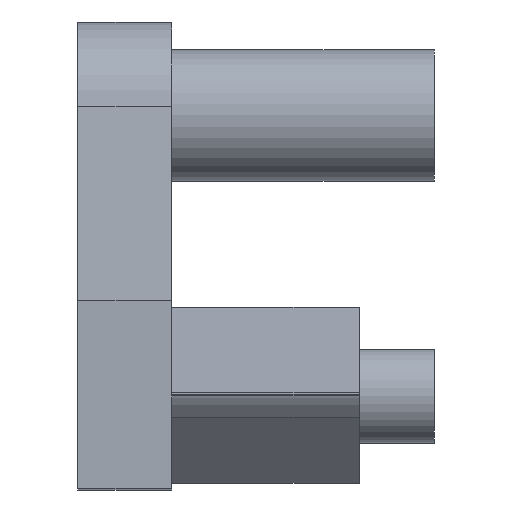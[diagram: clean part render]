
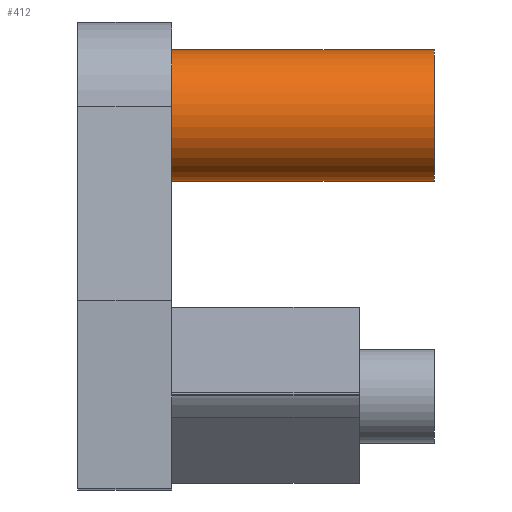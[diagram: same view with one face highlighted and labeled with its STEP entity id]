
A CAD part, top view. The second image highlights one B-rep face of the part: STEP entity #412.
In plain terms, the highlighted cylindrical face has radius 1.778 mm (diameter 3.556 mm), a full revolution.
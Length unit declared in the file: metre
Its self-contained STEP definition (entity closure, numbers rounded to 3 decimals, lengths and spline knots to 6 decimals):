
#18=CYLINDRICAL_SURFACE('',#461,0.001778);
#34=FACE_OUTER_BOUND('',#62,.T.);
#62=EDGE_LOOP('',(#320,#321,#322,#323));
#85=CIRCLE('',#449,0.001778);
#91=CIRCLE('',#462,0.001778);
#119=LINE('',#678,#160);
#160=VECTOR('',#545,0.001778);
#188=VERTEX_POINT('',#630);
#205=VERTEX_POINT('',#677);
#226=EDGE_CURVE('',#188,#188,#85,.T.);
#249=EDGE_CURVE('',#188,#205,#119,.T.);
#250=EDGE_CURVE('',#205,#205,#91,.T.);
#320=ORIENTED_EDGE('',*,*,#226,.T.);
#321=ORIENTED_EDGE('',*,*,#249,.T.);
#322=ORIENTED_EDGE('',*,*,#250,.F.);
#323=ORIENTED_EDGE('',*,*,#249,.F.);
#412=ADVANCED_FACE('',(#34),#18,.T.);
#449=AXIS2_PLACEMENT_3D('',#631,#502,#503);
#461=AXIS2_PLACEMENT_3D('',#676,#543,#544);
#462=AXIS2_PLACEMENT_3D('',#679,#546,#547);
#502=DIRECTION('center_axis',(1.,0.,0.));
#503=DIRECTION('ref_axis',(0.,1.,0.));
#543=DIRECTION('center_axis',(-1.,0.,0.));
#544=DIRECTION('ref_axis',(0.,-1.,0.));
#545=DIRECTION('',(1.,0.,0.));
#546=DIRECTION('center_axis',(1.,0.,0.));
#547=DIRECTION('ref_axis',(0.,1.,0.));
#630=CARTESIAN_POINT('',(0.014958,0.037603,0.479409));
#631=CARTESIAN_POINT('Origin',(0.014958,0.035825,0.479409));
#676=CARTESIAN_POINT('Origin',(0.020038,0.035825,0.479409));
#677=CARTESIAN_POINT('',(0.02207,0.037603,0.479409));
#678=CARTESIAN_POINT('',(0.020038,0.037603,0.479409));
#679=CARTESIAN_POINT('Origin',(0.02207,0.035825,0.479409));
